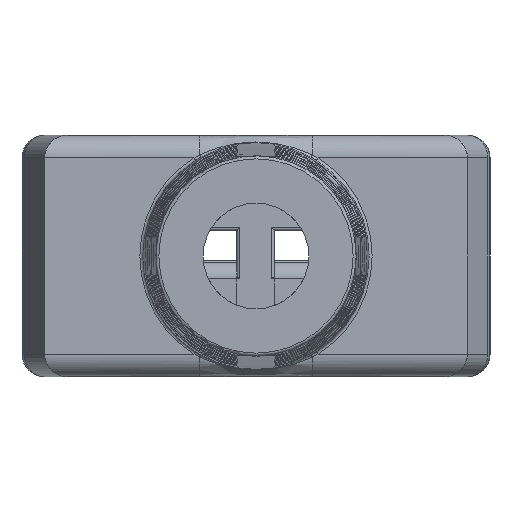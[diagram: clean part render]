
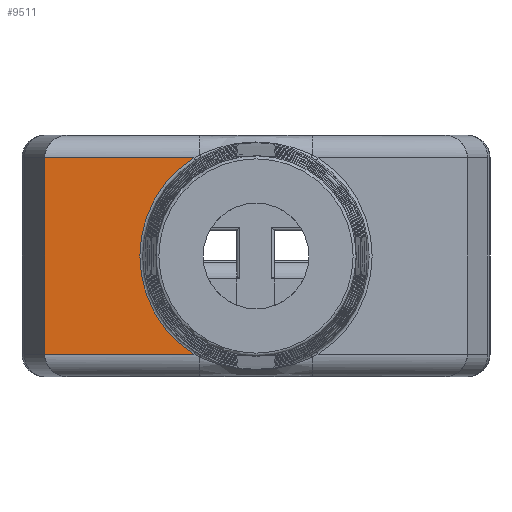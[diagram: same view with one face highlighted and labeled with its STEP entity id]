
A CAD part, left-side view. The second image highlights one B-rep face of the part: STEP entity #9511.
In plain terms, the highlighted planar face has unit normal (-1, 0, 0).
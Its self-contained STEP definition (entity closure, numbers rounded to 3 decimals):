
#784=CIRCLE('',#10155,3.847);
#1219=ORIENTED_EDGE('',*,*,#4197,.T.);
#1220=ORIENTED_EDGE('',*,*,#4198,.T.);
#1221=ORIENTED_EDGE('',*,*,#4199,.T.);
#1222=ORIENTED_EDGE('',*,*,#4200,.T.);
#4197=EDGE_CURVE('',#5686,#5687,#6609,.T.);
#4198=EDGE_CURVE('',#5687,#5688,#784,.T.);
#4199=EDGE_CURVE('',#5688,#5689,#6610,.F.);
#4200=EDGE_CURVE('',#5689,#5686,#6611,.T.);
#5686=VERTEX_POINT('',#13915);
#5687=VERTEX_POINT('',#13916);
#5688=VERTEX_POINT('',#13918);
#5689=VERTEX_POINT('',#13920);
#6609=LINE('',#13914,#7309);
#6610=LINE('',#13919,#7310);
#6611=LINE('',#13921,#7311);
#7309=VECTOR('',#11183,1000.);
#7310=VECTOR('',#11186,1000.);
#7311=VECTOR('',#11187,1000.);
#8003=EDGE_LOOP('',(#1219,#1220,#1221,#1222));
#8649=FACE_BOUND('',#8003,.T.);
#9294=PLANE('',#10154);
#9511=ADVANCED_FACE('',(#8649),#9294,.F.);
#10154=AXIS2_PLACEMENT_3D('',#13913,#11181,#11182);
#10155=AXIS2_PLACEMENT_3D('',#13917,#11184,#11185);
#11181=DIRECTION('',(1.,0.,0.));
#11182=DIRECTION('',(0.,0.,-1.));
#11183=DIRECTION('',(0.,-1.,0.));
#11184=DIRECTION('',(1.,0.,0.));
#11185=DIRECTION('',(0.,0.,-1.));
#11186=DIRECTION('',(0.,-1.,0.));
#11187=DIRECTION('',(0.,0.,-1.));
#13913=CARTESIAN_POINT('',(-20.5,7.,4.));
#13914=CARTESIAN_POINT('',(-20.5,7.,-3.25));
#13915=CARTESIAN_POINT('',(-20.5,7.,-3.25));
#13916=CARTESIAN_POINT('',(-20.5,2.058,-3.25));
#13917=CARTESIAN_POINT('',(-20.5,0.,0.));
#13918=CARTESIAN_POINT('',(-20.5,2.058,3.25));
#13919=CARTESIAN_POINT('',(-20.5,7.,3.25));
#13920=CARTESIAN_POINT('',(-20.5,7.,3.25));
#13921=CARTESIAN_POINT('',(-20.5,7.,4.));
